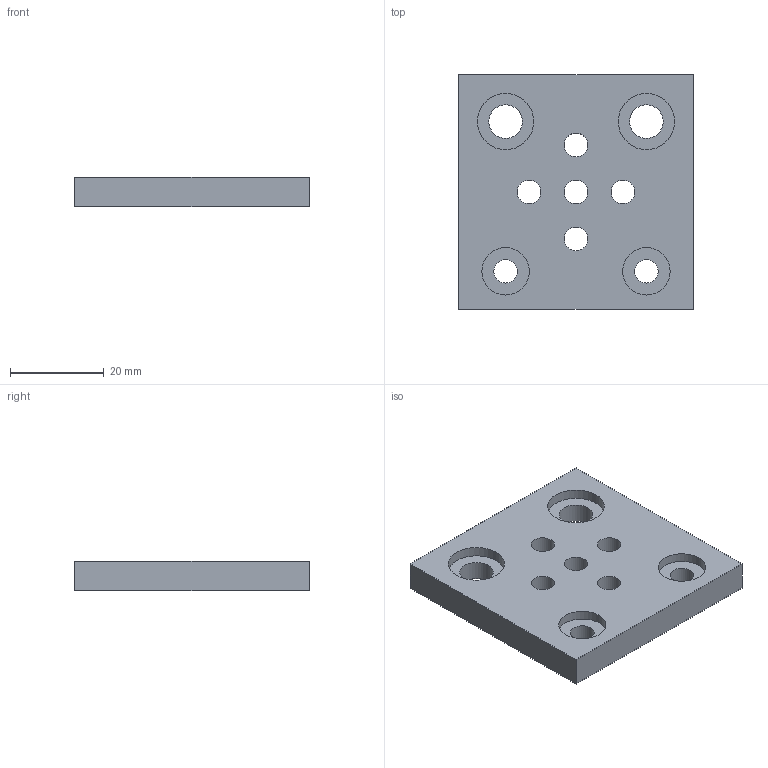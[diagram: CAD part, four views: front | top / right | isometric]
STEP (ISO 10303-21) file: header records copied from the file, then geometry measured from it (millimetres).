
FILE_DESCRIPTION((''),'2;1');
FILE_NAME('Micro V Plate_2.ipt.step','2014-04-22T18:03:29',(''),(''),'Autodesk Inventor 2013','Autodesk Inventor 2013','');
FILE_SCHEMA(('AUTOMOTIVE_DESIGN { 1 0 10303 214 1 1 1 1 }'));
Length unit declared in the file: millimetre
Products named in the file (1): Micro V Plate Micro V Plate
Bounding box: 50 x 50 x 6.35 mm (x, y, z)
Volume: 13928.3 mm3; surface area: 6949.1 mm2
Topology: 1 solids, 1 shells, 23 faces, 67 edges, 54 vertices
Faces by surface type: cylinder 13, plane 10
Full cylindrical faces by diameter (mm): 5 x2, 5.02 x5, 7.14 x2, 10.1 x2, 12 x2
Entity records: 771 total; most frequent: DIRECTION 130, CARTESIAN_POINT 111, ORIENTED_EDGE 76, EDGE_LOOP 58, AXIS2_PLACEMENT_3D 57, EDGE_CURVE 38, FACE_BOUND 35, VERTEX_POINT 34
